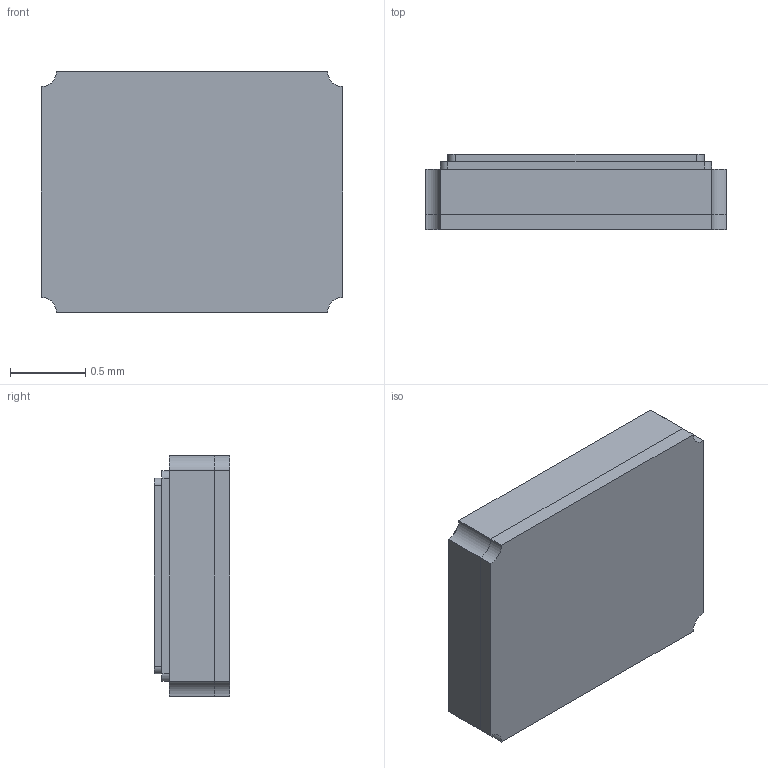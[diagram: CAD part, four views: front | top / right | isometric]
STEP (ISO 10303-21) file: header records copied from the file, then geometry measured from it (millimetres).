
FILE_DESCRIPTION (( 'STEP AP214' ), '1' );
FILE_NAME ('NT2016SA-END4910A-48MHZ Crystal (NDK).STEP', '2019-01-03T15:50:28', ( '' ), ( '' ), 'SwSTEP 2.0', 'SolidWorks 2018', '' );
FILE_SCHEMA (( 'AUTOMOTIVE_DESIGN' ));
Length unit declared in the file: centimetre
Products named in the file (1): NT2016SA-END4910A-48MHZ Crystal (NDK)
Bounding box: 2 x 0.5 x 1.6 mm (x, y, z)
Surface area: 16.1 mm2 (no closed solid volume)
Topology: 0 solids, 2 shells, 42 faces, 106 edges, 70 vertices
Faces by surface type: plane 22, cylinder 16, bspline 4
Entity records: 1635 total; most frequent: CARTESIAN_POINT 285, DIRECTION 222, ORIENTED_EDGE 210, EDGE_CURVE 106, AXIS2_PLACEMENT_3D 79, VERTEX_POINT 70, VECTOR 64, LINE 64
